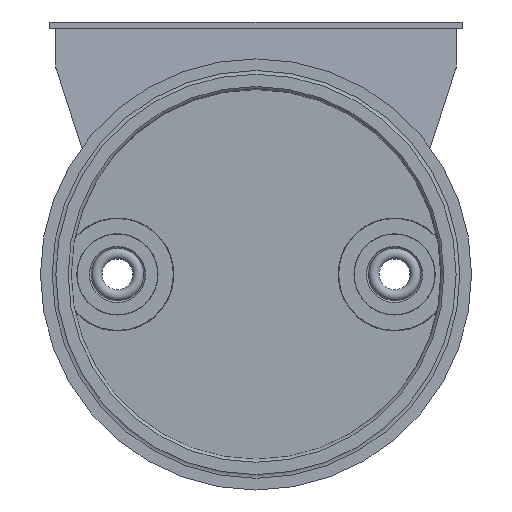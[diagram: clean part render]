
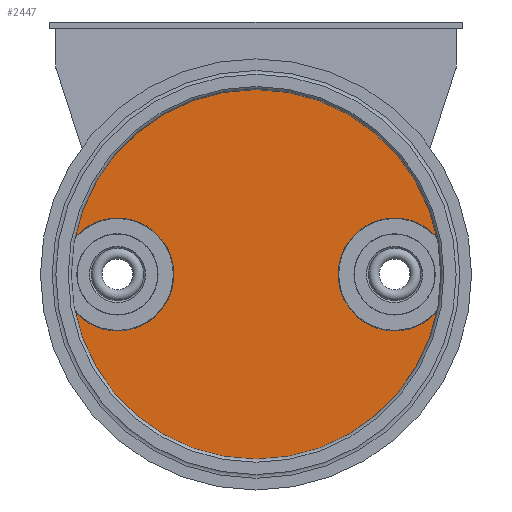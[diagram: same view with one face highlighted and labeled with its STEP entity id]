
A CAD part, top view. The second image highlights one B-rep face of the part: STEP entity #2447.
In plain terms, the highlighted planar face has unit normal (0, -0.018, 1).
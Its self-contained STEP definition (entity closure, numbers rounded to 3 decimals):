
#108=ELLIPSE('',#2957,30.371,30.367);
#109=ELLIPSE('',#2959,30.371,30.367);
#132=ELLIPSE('',#2996,9.167,9.166);
#135=ELLIPSE('',#3032,9.167,9.166);
#485=PLANE('',#3082);
#541=FACE_OUTER_BOUND('',#757,.T.);
#757=EDGE_LOOP('',(#1282,#1283,#1284,#1285));
#1282=ORIENTED_EDGE('',*,*,#1726,.F.);
#1283=ORIENTED_EDGE('',*,*,#1907,.T.);
#1284=ORIENTED_EDGE('',*,*,#1722,.F.);
#1285=ORIENTED_EDGE('',*,*,#1798,.F.);
#1722=EDGE_CURVE('',#2692,#2694,#108,.T.);
#1726=EDGE_CURVE('',#2697,#2698,#109,.T.);
#1798=EDGE_CURVE('',#2698,#2692,#132,.T.);
#1907=EDGE_CURVE('',#2697,#2694,#135,.T.);
#2447=ADVANCED_FACE('',(#541),#485,.F.);
#2692=VERTEX_POINT('',#4000);
#2694=VERTEX_POINT('',#4003);
#2697=VERTEX_POINT('',#4015);
#2698=VERTEX_POINT('',#4017);
#2957=AXIS2_PLACEMENT_3D('',#4002,#3312,#3313);
#2959=AXIS2_PLACEMENT_3D('',#4016,#3316,#3317);
#2996=AXIS2_PLACEMENT_3D('',#4219,#3425,#3426);
#3032=AXIS2_PLACEMENT_3D('',#5578,#3531,#3532);
#3082=AXIS2_PLACEMENT_3D('',#5919,#3649,#3650);
#3312=DIRECTION('',(0.,0.017,-1.));
#3313=DIRECTION('',(0.,1.,0.017));
#3316=DIRECTION('',(0.,0.017,-1.));
#3317=DIRECTION('',(0.,1.,0.017));
#3425=DIRECTION('',(0.,-0.017,1.));
#3426=DIRECTION('',(0.,-1.,-0.017));
#3531=DIRECTION('',(0.,0.017,-1.));
#3532=DIRECTION('',(0.,-1.,-0.017));
#3649=DIRECTION('',(0.,0.017,-1.));
#3650=DIRECTION('',(0.,1.,0.017));
#4000=CARTESIAN_POINT('',(29.872,-7.502,21.358));
#4002=CARTESIAN_POINT('',(0.,-2.044,21.453));
#4003=CARTESIAN_POINT('',(-29.872,-7.502,21.358));
#4015=CARTESIAN_POINT('',(-29.878,3.383,21.548));
#4016=CARTESIAN_POINT('',(0.,-2.044,21.453));
#4017=CARTESIAN_POINT('',(29.878,3.383,21.548));
#4219=CARTESIAN_POINT('',(22.5,-2.056,21.453));
#5578=CARTESIAN_POINT('',(-22.5,-2.056,21.453));
#5919=CARTESIAN_POINT('',(0.,28.891,21.993));
